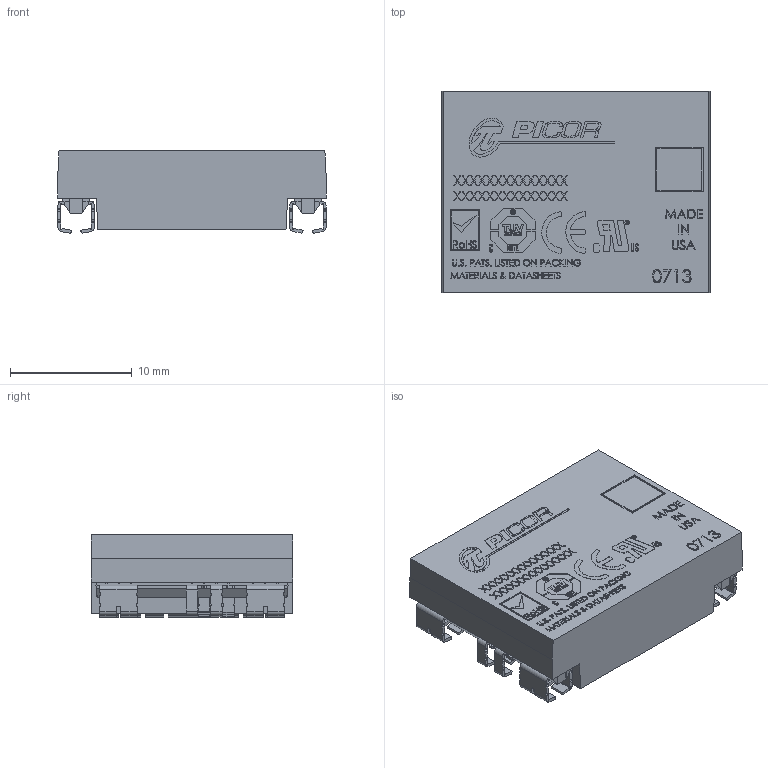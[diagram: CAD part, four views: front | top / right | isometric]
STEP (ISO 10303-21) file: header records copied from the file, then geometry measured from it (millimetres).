
FILE_DESCRIPTION (( 'STEP AP214' ), '1' );
FILE_NAME ('PI3016-00-HVMZ.STEP', '2012-08-09T18:06:22', ( 'Vicor User' ), ( 'Microsoft' ), 'SwSTEP 2.0', 'SolidWorks 2012', '' );
FILE_SCHEMA (( 'AUTOMOTIVE_DESIGN' ));
Length unit declared in the file: inch
Products named in the file (1): PI3016-00-HVMZ
Bounding box: 22.01 x 16.5 x 6.73 mm (x, y, z)
Volume: 2157.7 mm3; surface area: 1640.2 mm2
Topology: 1 solids, 1 shells, 3333 faces, 9524 edges, 6336 vertices
Faces by surface type: plane 2554, bspline 357, cylinder 334, cone 88
Entity records: 167693 total; most frequent: CARTESIAN_POINT 39233, ORIENTED_EDGE 19048, DIRECTION 15544, EDGE_CURVE 9524, VECTOR 7602, LINE 7602, VERTEX_POINT 6336, AXIS2_PLACEMENT_3D 3971
